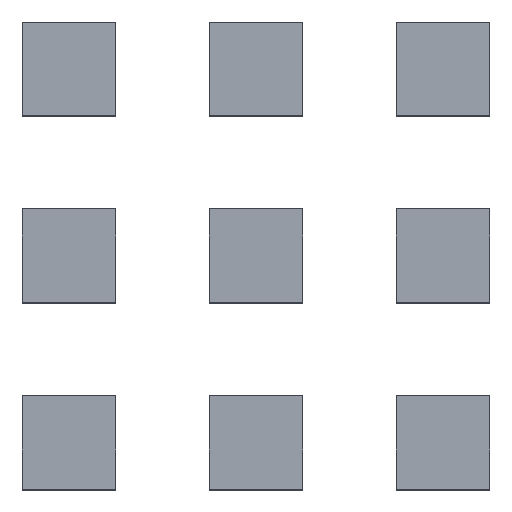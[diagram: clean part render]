
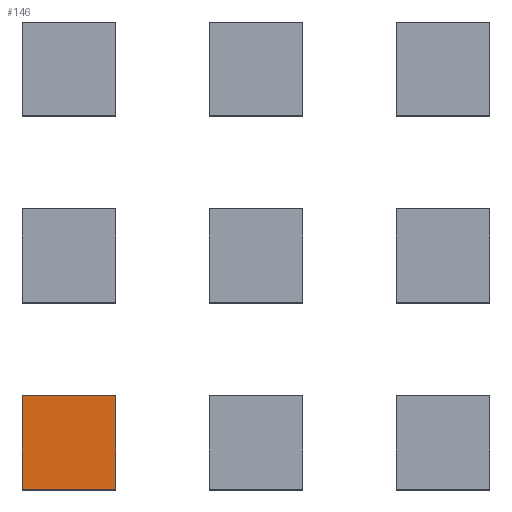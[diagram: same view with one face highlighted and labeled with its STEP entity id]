
A CAD part, top view. The second image highlights one B-rep face of the part: STEP entity #146.
In plain terms, the highlighted planar face has unit normal (0, 0, 1).
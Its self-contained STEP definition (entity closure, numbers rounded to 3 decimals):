
#60=FACE_OUTER_BOUND('',#66,.T.);
#66=EDGE_LOOP('',(#131,#132,#133,#134));
#67=LINE('',#243,#79);
#71=LINE('',#252,#83);
#76=LINE('',#260,#88);
#78=LINE('',#264,#90);
#79=VECTOR('',#193,10.);
#83=VECTOR('',#199,10.);
#88=VECTOR('',#206,10.);
#90=VECTOR('',#212,10.);
#91=VERTEX_POINT('',#241);
#92=VERTEX_POINT('',#242);
#95=VERTEX_POINT('',#250);
#96=VERTEX_POINT('',#251);
#99=EDGE_CURVE('',#91,#92,#67,.T.);
#103=EDGE_CURVE('',#95,#96,#71,.T.);
#108=EDGE_CURVE('',#91,#96,#76,.T.);
#110=EDGE_CURVE('',#92,#95,#78,.T.);
#131=ORIENTED_EDGE('',*,*,#108,.T.);
#132=ORIENTED_EDGE('',*,*,#103,.F.);
#133=ORIENTED_EDGE('',*,*,#110,.F.);
#134=ORIENTED_EDGE('',*,*,#99,.F.);
#140=PLANE('',#170);
#146=ADVANCED_FACE('',(#60),#140,.F.);
#170=AXIS2_PLACEMENT_3D('',#265,#213,#214);
#193=DIRECTION('',(1.,0.,0.));
#199=DIRECTION('',(-1.,0.,0.));
#206=DIRECTION('',(0.,-1.,0.));
#212=DIRECTION('',(0.,-1.,0.));
#213=DIRECTION('center_axis',(0.,0.,-1.));
#214=DIRECTION('ref_axis',(0.,1.,0.));
#241=CARTESIAN_POINT('',(10.,10.,60.));
#242=CARTESIAN_POINT('',(20.,10.,60.));
#243=CARTESIAN_POINT('',(15.,10.,60.));
#250=CARTESIAN_POINT('',(20.,0.,60.));
#251=CARTESIAN_POINT('',(10.,0.,60.));
#252=CARTESIAN_POINT('',(15.,0.,60.));
#260=CARTESIAN_POINT('',(10.,5.,60.));
#264=CARTESIAN_POINT('',(20.,5.,60.));
#265=CARTESIAN_POINT('Origin',(15.,5.,60.));
